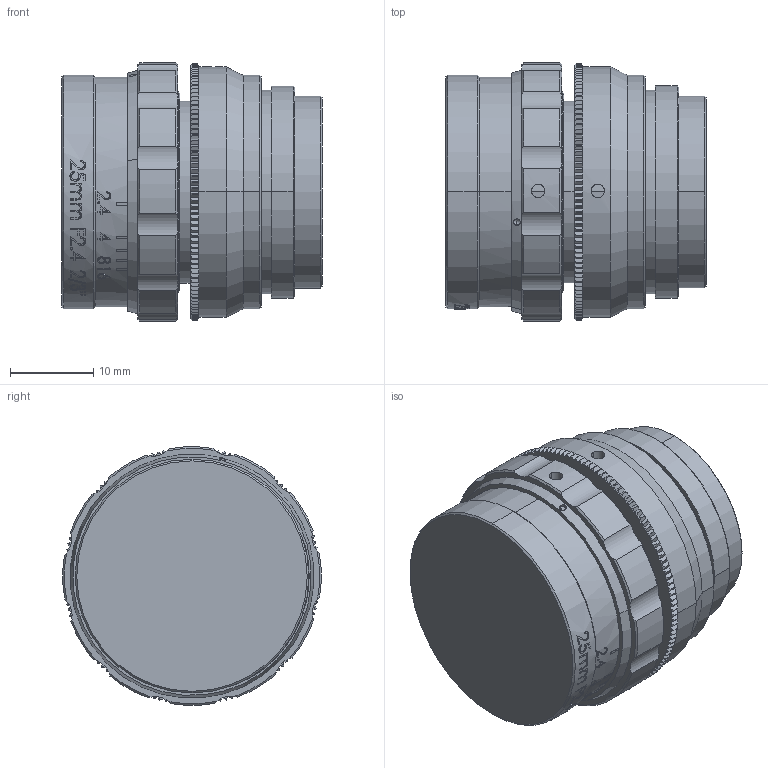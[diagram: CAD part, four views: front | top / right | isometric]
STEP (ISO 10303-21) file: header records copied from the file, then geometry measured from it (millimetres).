
FILE_DESCRIPTION (( 'STEP AP203' ), '1' );
FILE_NAME ('1101.STEP', '2021-06-16T07:06:59', ( '' ), ( '' ), 'SwSTEP 2.0', 'SolidWorks 2016', '' );
FILE_SCHEMA (( 'CONFIG_CONTROL_DESIGN' ));
Length unit declared in the file: millimetre
Products named in the file (5): 1101; 光栏挡圈; 噩芠; 嫖擊覃誹遠; 潠眢C諉諳-8.5
Assembly tree (4 placements, depth 2):
  1101
    噩芠
    光栏挡圈
    嫖擊覃誹遠
    潠眢C諉諳-8.5
Bounding box: 31.15 x 30.96 x 30.98 mm (x, y, z)
Volume: 18597.3 mm3; surface area: 8549.7 mm2
Topology: 4 solids, 4 shells, 1108 faces, 3133 edges, 2071 vertices
Faces by surface type: plane 412, cone 330, cylinder 240, bspline 126
Entity records: 47190 total; most frequent: CARTESIAN_POINT 19474, ORIENTED_EDGE 6262, DIRECTION 4964, EDGE_CURVE 3131, VERTEX_POINT 2071, AXIS2_PLACEMENT_3D 1854, LINE 1256, VECTOR 1256
